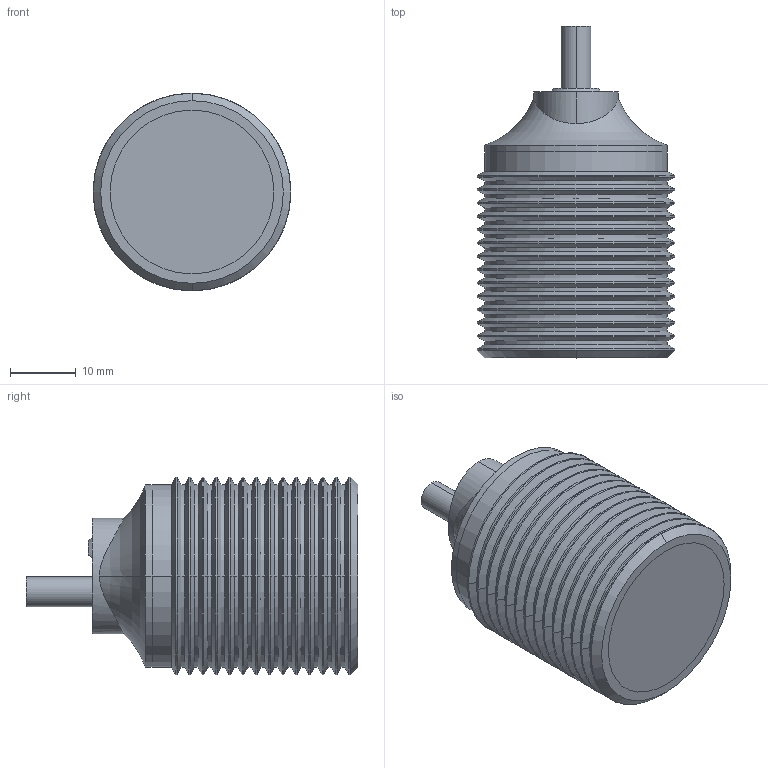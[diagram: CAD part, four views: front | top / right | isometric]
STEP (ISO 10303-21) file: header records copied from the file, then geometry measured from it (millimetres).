
FILE_DESCRIPTION(('STEP AP214'),'1');
FILE_NAME('cctmp_762289A9-FBC0-461A-9B1F-B4D28DAA50CC_2022_07_21_11_31_14_0289..stp','2022-07-21T09:31:14',('Pepperl+Fuchs GmbH'),('CADClick - www.CADClick.com'),'Spatial InterOp 3D',' ','unknown authorization');
FILE_SCHEMA(('AUTOMOTIVE_DESIGN'));
Length unit declared in the file: millimetre
Products named in the file (6): cc_unnamed; NBB15-30GM30-E2_4; NBB15-30GM30-E2_3; NBB15-30GM30-E2_2; NBB15-30GM30-E2_1; NBB15-30GM30-E2
Assembly tree (5 placements, depth 2):
  cc_unnamed
    NBB15-30GM30-E2_4
    NBB15-30GM30-E2_3
    NBB15-30GM30-E2_2
    NBB15-30GM30-E2_1
    NBB15-30GM30-E2
Bounding box: 30 x 50.31 x 30 mm (x, y, z)
Volume: 27980 mm3; surface area: 12113.2 mm2
Topology: 6 solids, 6 shells, 161 faces, 332 edges, 183 vertices
Faces by surface type: cone 71, cylinder 67, plane 17, bspline 2, torus 2, revolution 2
Entity records: 5755 total; most frequent: CARTESIAN_POINT 851, DIRECTION 811, ORIENTED_EDGE 654, AXIS2_PLACEMENT_3D 331, EDGE_CURVE 327, VERTEX_POINT 184, STYLED_ITEM 167, PRESENTATION_STYLE_ASSIGNMENT 167
